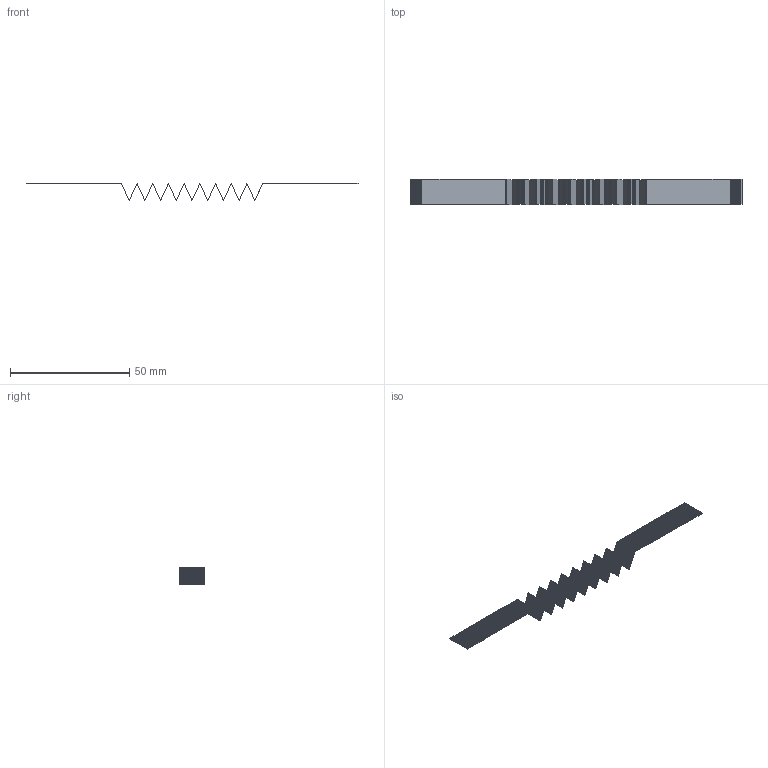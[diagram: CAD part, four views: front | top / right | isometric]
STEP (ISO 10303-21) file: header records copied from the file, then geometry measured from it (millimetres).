
FILE_DESCRIPTION(/* description */ ('Unknown'),/* implementation_level */ '2;1');
FILE_NAME(/* name */ '687620119002',/* time_stamp */ '2020-12-01T16:32:37+01:00',/* author */ ('Unknown'),/* organization */ ('Unknown'),/* preprocessor_version */ 'ST-DEVELOPER v16.7',/* originating_system */ 'DEX',/* authorisation */ $);
FILE_SCHEMA (('AUTOMOTIVE_DESIGN {1 0 10303 214 3 1 1}'));
Length unit declared in the file: millimetre
Products named in the file (2): 6876xx119002; 687620119002
Assembly tree (1 placements, depth 2):
  6876xx119002
    687620119002
Bounding box: 139.43 x 10.5 x 7.5 mm (x, y, z)
Volume: 208.7 mm3; surface area: 7767.8 mm2
Topology: 1 solids, 1 shells, 940 faces, 2846 edges, 1868 vertices
Faces by surface type: plane 940
Entity records: 38717 total; most frequent: CARTESIAN_POINT 5710, ORIENTED_EDGE 5692, DIRECTION 4712, EDGE_CURVE 2846, LINE 2828, VECTOR 2828, VERTEX_POINT 1868, AXIS2_PLACEMENT_3D 942
